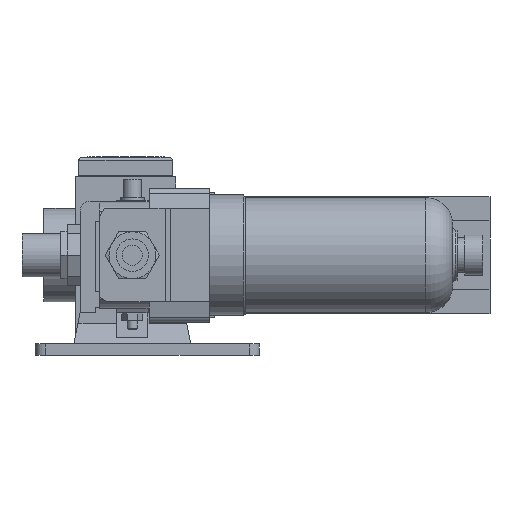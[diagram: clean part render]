
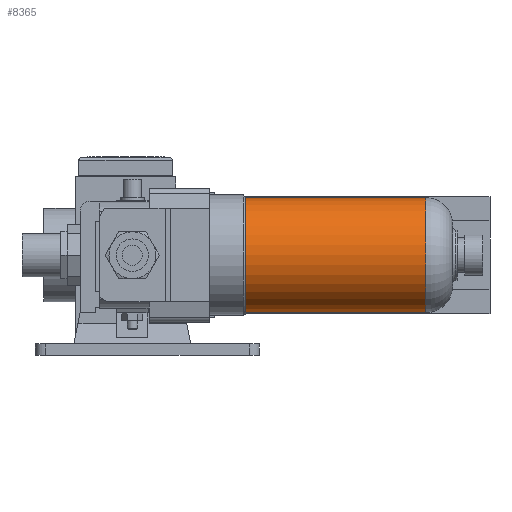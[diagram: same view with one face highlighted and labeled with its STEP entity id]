
A CAD part, front view. The second image highlights one B-rep face of the part: STEP entity #8365.
In plain terms, the highlighted cylindrical face has radius 17.2 mm (diameter 34.4 mm), a full revolution.
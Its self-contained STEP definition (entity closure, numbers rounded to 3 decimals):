
#6803=CYLINDRICAL_SURFACE('',#22859,17.2);
#7179=FACE_BOUND('',#10755,.T.);
#7180=FACE_BOUND('',#10756,.T.);
#7666=CIRCLE('',#22856,17.2);
#7667=CIRCLE('',#22858,17.2);
#8365=ADVANCED_FACE('',(#7179,#7180),#6803,.T.);
#10755=EDGE_LOOP('',(#13567));
#10756=EDGE_LOOP('',(#13568));
#13567=ORIENTED_EDGE('',*,*,#18028,.T.);
#13568=ORIENTED_EDGE('',*,*,#18029,.F.);
#16245=VERTEX_POINT('',#30305);
#16246=VERTEX_POINT('',#30308);
#18028=EDGE_CURVE('',#16245,#16245,#7666,.T.);
#18029=EDGE_CURVE('',#16246,#16246,#7667,.T.);
#22856=AXIS2_PLACEMENT_3D('',#30304,#25839,#25840);
#22858=AXIS2_PLACEMENT_3D('',#30307,#25843,#25844);
#22859=AXIS2_PLACEMENT_3D('',#30309,#25845,#25846);
#25839=DIRECTION('',(-1.,0.,0.));
#25840=DIRECTION('',(0.,-1.,0.));
#25843=DIRECTION('',(-1.,0.,0.));
#25844=DIRECTION('',(0.,-1.,0.));
#25845=DIRECTION('',(1.,0.,0.));
#25846=DIRECTION('',(0.,-1.,0.));
#30304=CARTESIAN_POINT('',(87.8,29.5,0.));
#30305=CARTESIAN_POINT('',(87.8,12.3,0.));
#30307=CARTESIAN_POINT('',(33.95,29.5,0.));
#30308=CARTESIAN_POINT('',(33.95,12.3,0.));
#30309=CARTESIAN_POINT('',(23.,29.5,0.));
